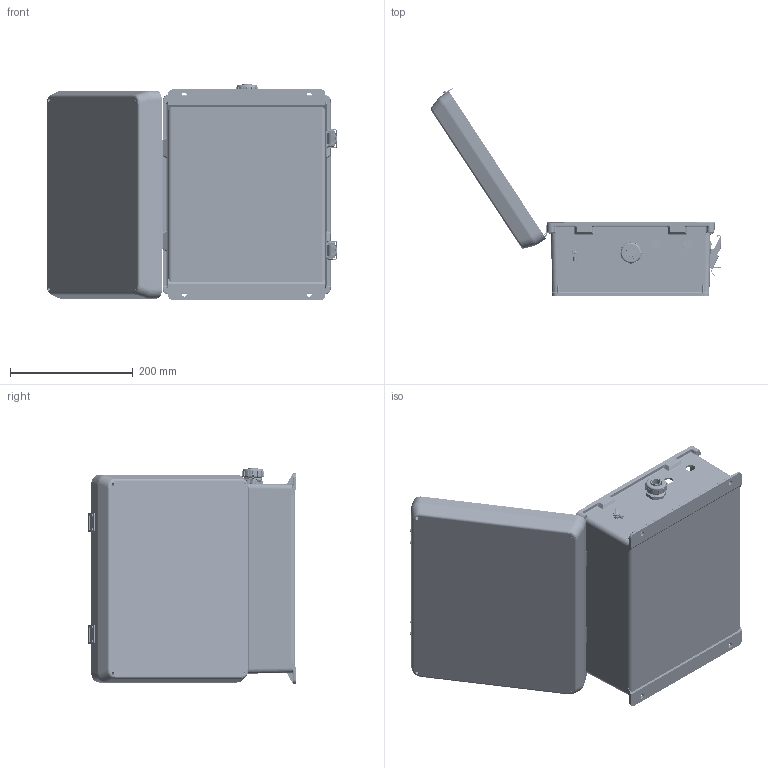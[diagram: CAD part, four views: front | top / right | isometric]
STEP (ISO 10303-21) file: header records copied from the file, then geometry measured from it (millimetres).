
FILE_DESCRIPTION (( 'STEP AP214' ), '1' );
FILE_NAME ('NB121005-1H0.STEP', '2014-06-03T14:42:21', ( 'L-Com' ), ( 'L-Com Global Connectivity' ), 'SwSTEP 2.0', 'SolidWorks 2014', '' );
FILE_SCHEMA (( 'AUTOMOTIVE_DESIGN' ));
Length unit declared in the file: inch
Products named in the file (31): XMH-0010; XMH-0006; XMH-0007; GroundWire_NB121005-100; 1BE01-002; XCT-0011; XC-0003; XFS-0017; NB121005-DoorClasp-2; XFS-0066_90272A147; NB121005-DoorClasp-1; XCT-0005; NB121005-Lid; XFN-0003; NB121005-Hinge; XCT-0010; NB121005-Box; XFS-0026; 10-32 NEMA PLATE SCREW; NB121005-1H0; XFW-0002; XFN-0022; X-ASSY-HYP285-1; XERZ-V20D241; X-PCB-HYP285; XFS-0067_XFS-0067; XF797-02; XFN-0013; XR0470-0001; XCTB-0002; XFS-0031
Assembly tree (56 placements, depth 3):
  NB121005-1H0
    NB121005-Box
    NB121005-Hinge  x2
    NB121005-Lid
    NB121005-DoorClasp-1  x2
    NB121005-DoorClasp-2  x2
    XC-0003
    1BE01-002
    XMH-0007  x4
    XMH-0010
    XCTB-0002
    XFN-0013  x2
    XF797-02
    XFS-0067_XFS-0067  x2
    X-ASSY-HYP285-1
      X-PCB-HYP285
      XERZ-V20D241  x3
    XFN-0022  x2
    XFW-0002  x5
    10-32 NEMA PLATE SCREW  x4
    XFS-0026
    XCT-0010
    XFN-0003  x2
    XCT-0005
    XFS-0066_90272A147  x2
    XFS-0017  x5
    XCT-0011
    GroundWire_NB121005-100
    XMH-0006
    XFS-0031  x2
    XR0470-0001  x2
Bounding box: 473.09 x 338.56 x 351.59 mm (x, y, z)
Volume: 1617611 mm3; surface area: 973204.5 mm2
Topology: 61 solids, 62 shells, 5520 faces, 13852 edges, 8479 vertices
Faces by surface type: cylinder 1864, plane 1621, cone 1199, torus 469, bspline 298, sphere 69
Entity records: 139337 total; most frequent: CARTESIAN_POINT 37873, DIRECTION 17967, ORIENTED_EDGE 17906, EDGE_CURVE 8953, AXIS2_PLACEMENT_3D 6849, VERTEX_POINT 5539, LINE 4269, VECTOR 4269
